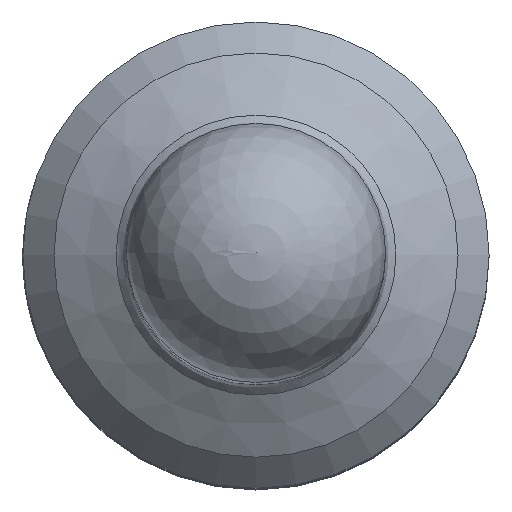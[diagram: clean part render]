
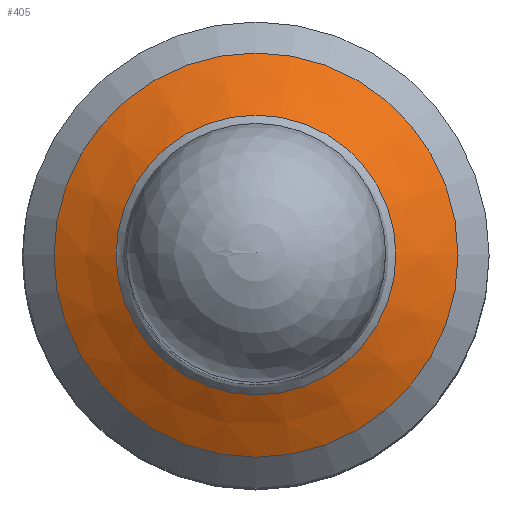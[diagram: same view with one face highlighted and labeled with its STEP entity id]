
A CAD part, top view. The second image highlights one B-rep face of the part: STEP entity #405.
In plain terms, the highlighted conical face has half-angle 60 degrees and reference radius 1.35 mm.
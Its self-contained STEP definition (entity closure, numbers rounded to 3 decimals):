
#389=CONICAL_SURFACE('',#2980,1.35,60.);
#405=ADVANCED_FACE('',(#605,#606),#389,.T.);
#605=FACE_BOUND('',#677,.T.);
#606=FACE_BOUND('',#678,.T.);
#677=EDGE_LOOP('',(#900));
#678=EDGE_LOOP('',(#901));
#900=ORIENTED_EDGE('',*,*,#1665,.F.);
#901=ORIENTED_EDGE('',*,*,#1664,.T.);
#1465=VERTEX_POINT('',#4363);
#1466=VERTEX_POINT('',#4386);
#1664=EDGE_CURVE('',#1465,#1465,#1947,.T.);
#1665=EDGE_CURVE('',#1466,#1466,#1948,.T.);
#1947=CIRCLE('',#2978,1.35);
#1948=CIRCLE('',#2979,1.95);
#2978=AXIS2_PLACEMENT_3D('',#4362,#3380,#3381);
#2979=AXIS2_PLACEMENT_3D('',#4385,#3382,#3383);
#2980=AXIS2_PLACEMENT_3D('',#4387,#3384,#3385);
#3380=DIRECTION('',(0.,0.,-1.));
#3381=DIRECTION('',(-1.,0.,0.));
#3382=DIRECTION('',(0.,0.,-1.));
#3383=DIRECTION('',(-1.,0.,0.));
#3384=DIRECTION('',(0.,0.,-1.));
#3385=DIRECTION('',(-1.,0.,0.));
#4362=CARTESIAN_POINT('',(0.,0.,2.842));
#4363=CARTESIAN_POINT('',(-1.35,0.,2.842));
#4385=CARTESIAN_POINT('',(0.,0.,2.496));
#4386=CARTESIAN_POINT('',(-1.95,0.,2.496));
#4387=CARTESIAN_POINT('',(0.,0.,2.842));
